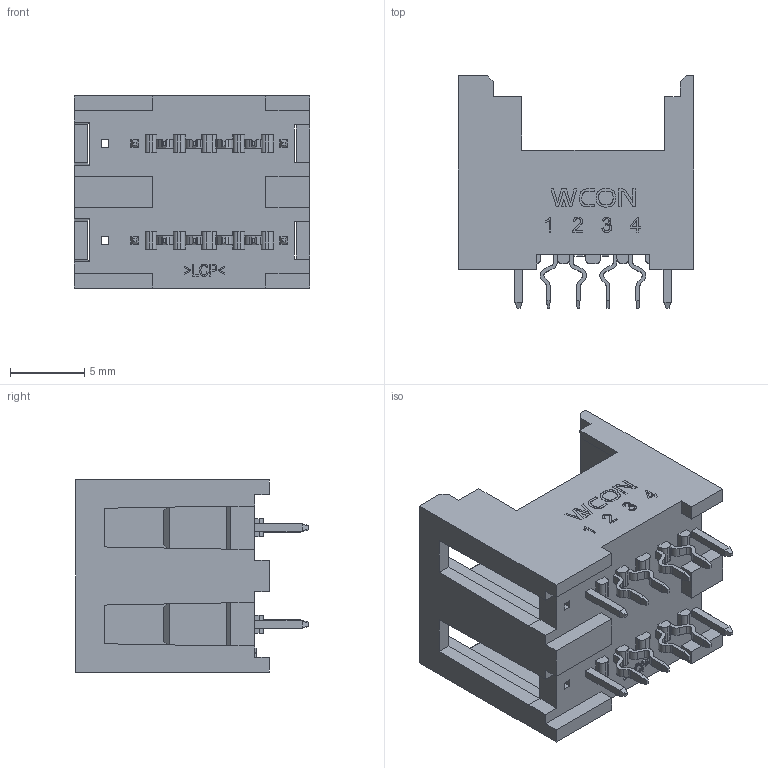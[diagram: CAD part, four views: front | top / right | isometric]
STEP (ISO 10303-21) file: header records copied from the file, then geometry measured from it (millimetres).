
FILE_DESCRIPTION( ('This file contains a STEP AP42 implementation' ,'as created by ZW3D STEP Interface translator.') ,'2;1' );
FILE_NAME( '5372-2S04XXBX01W.stp' ,'2312 4.134827', (''), ('ZWCAD Software Co.'), 'Version 1.0', 'ZW3D to STEP translator', '' );
FILE_SCHEMA(('AUTOMOTIVE_DESIGN { 1 0 10303 214 1 1 1 1 }'));
Length unit declared in the file: millimetre
Products named in the file (2): 0; 5372-2S04XXBX01W.WZH
Bounding box: 15.8 x 15.6 x 12.9 mm (x, y, z)
Volume: 1050.5 mm3; surface area: 1897.9 mm2
Topology: 1 solids, 17 shells, 802 faces, 2081 edges, 1338 vertices
Faces by surface type: plane 607, bspline 159, cylinder 36
Entity records: 26949 total; most frequent: CARTESIAN_POINT 7297, ORIENTED_EDGE 4162, DIRECTION 3375, EDGE_CURVE 2081, VECTOR 1675, LINE 1675, VERTEX_POINT 1338, AXIS2_PLACEMENT_3D 850
